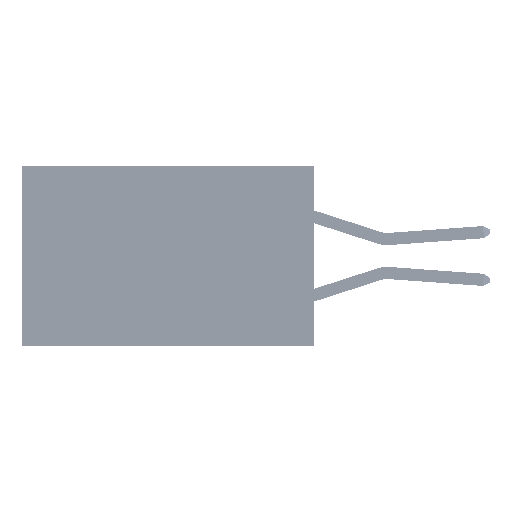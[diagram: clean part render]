
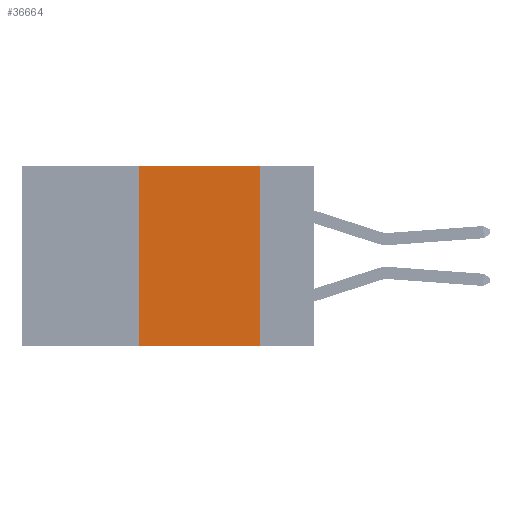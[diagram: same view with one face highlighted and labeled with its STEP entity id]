
A CAD part, left-side view. The second image highlights one B-rep face of the part: STEP entity #36664.
In plain terms, the highlighted planar face has unit normal (-1, 0, 0).
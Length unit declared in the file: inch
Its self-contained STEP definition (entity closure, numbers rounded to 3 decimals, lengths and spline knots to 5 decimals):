
#184 = CARTESIAN_POINT ( 'NONE',  ( 0., 0.36, 0. ) ) ;
#1218 = EDGE_CURVE ( 'NONE', #21210, #43764, #9438, .T. ) ;
#2084 = CARTESIAN_POINT ( 'NONE',  ( 0., 0.36, -0.37 ) ) ;
#4965 = LINE ( 'NONE', #8865, #16864 ) ;
#6977 = DIRECTION ( 'NONE',  ( 0., 0., -1. ) ) ;
#8865 = CARTESIAN_POINT ( 'NONE',  ( 0., 0.36, 0. ) ) ;
#9438 = LINE ( 'NONE', #15565, #29406 ) ;
#12865 = DIRECTION ( 'NONE',  ( 0., 0., 1. ) ) ;
#13966 = CARTESIAN_POINT ( 'NONE',  ( 0., 0.11, 0. ) ) ;
#14434 = VERTEX_POINT ( 'NONE', #42873 ) ;
#14608 = VERTEX_POINT ( 'NONE', #184 ) ;
#14849 = CARTESIAN_POINT ( 'NONE',  ( 0., 0.6, 0. ) ) ;
#15565 = CARTESIAN_POINT ( 'NONE',  ( 0., 0.6, -0.37 ) ) ;
#16333 = LINE ( 'NONE', #23585, #36228 ) ;
#16864 = VECTOR ( 'NONE', #12865, 39.37008 ) ;
#19592 = DIRECTION ( 'NONE',  ( 0., -1., 0. ) ) ;
#19671 = EDGE_LOOP ( 'NONE', ( #20997, #22219, #32146, #30706 ) ) ;
#20202 = CARTESIAN_POINT ( 'NONE',  ( 0., 0.11, -0.37 ) ) ;
#20294 = VECTOR ( 'NONE', #45680, 39.37008 ) ;
#20997 = ORIENTED_EDGE ( 'NONE', *, *, #33494, .F. ) ;
#21210 = VERTEX_POINT ( 'NONE', #2084 ) ;
#22219 = ORIENTED_EDGE ( 'NONE', *, *, #26404, .F. ) ;
#22887 = PLANE ( 'NONE',  #47374 ) ;
#23585 = CARTESIAN_POINT ( 'NONE',  ( 0., 0.6, 0. ) ) ;
#26404 = EDGE_CURVE ( 'NONE', #14608, #14434, #16333, .T. ) ;
#27129 = LINE ( 'NONE', #13966, #20294 ) ;
#29406 = VECTOR ( 'NONE', #40608, 39.37008 ) ;
#30706 = ORIENTED_EDGE ( 'NONE', *, *, #1218, .T. ) ;
#30885 = DIRECTION ( 'NONE',  ( 1., 0., 0. ) ) ;
#32146 = ORIENTED_EDGE ( 'NONE', *, *, #35956, .F. ) ;
#33494 = EDGE_CURVE ( 'NONE', #14434, #43764, #27129, .T. ) ;
#35956 = EDGE_CURVE ( 'NONE', #21210, #14608, #4965, .T. ) ;
#36228 = VECTOR ( 'NONE', #19592, 39.37008 ) ;
#36664 = ADVANCED_FACE ( 'NONE', ( #44076 ), #22887, .F. ) ;
#40608 = DIRECTION ( 'NONE',  ( 0., -1., 0. ) ) ;
#42873 = CARTESIAN_POINT ( 'NONE',  ( 0., 0.11, 0. ) ) ;
#43764 = VERTEX_POINT ( 'NONE', #20202 ) ;
#44076 = FACE_OUTER_BOUND ( 'NONE', #19671, .T. ) ;
#45680 = DIRECTION ( 'NONE',  ( 0., 0., -1. ) ) ;
#47374 = AXIS2_PLACEMENT_3D ( 'NONE', #14849, #30885, #6977 ) ;
